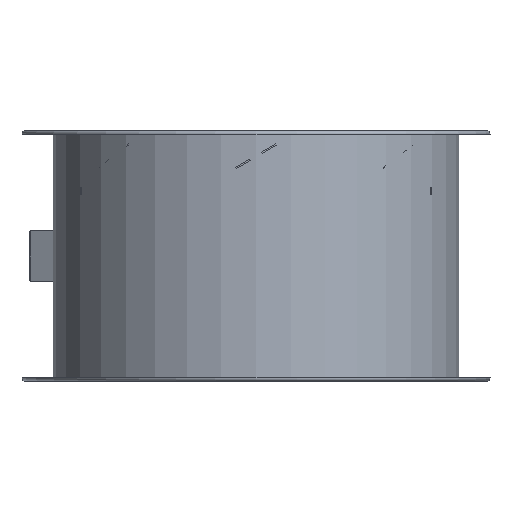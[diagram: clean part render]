
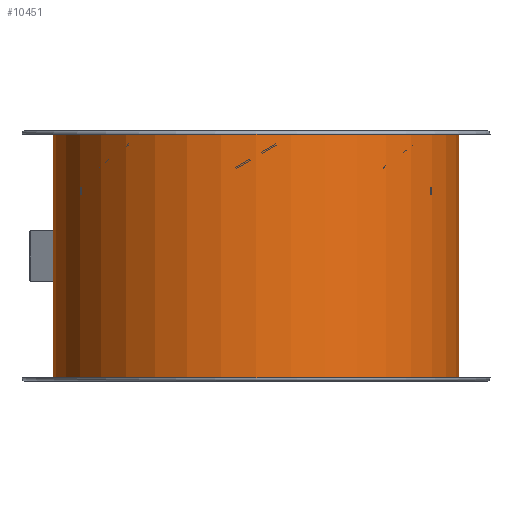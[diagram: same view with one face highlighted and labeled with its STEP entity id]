
A CAD part, front view. The second image highlights one B-rep face of the part: STEP entity #10451.
In plain terms, the highlighted cylindrical face has radius 307.5 mm (diameter 615 mm), a partial arc.
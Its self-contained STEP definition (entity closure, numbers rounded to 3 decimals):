
#3275 = ORIENTED_EDGE ( 'NONE', *, *, #10287, .F. ) ;
#3981 = EDGE_LOOP ( 'NONE', ( #3275, #10376, #10377, #10433 ) ) ;
#6893 = CARTESIAN_POINT ( 'NONE',  ( 307.5, 0., -5. ) ) ;
#6895 = CARTESIAN_POINT ( 'NONE',  ( -307.5, 0., -5. ) ) ;
#7109 = DIRECTION ( 'NONE',  ( 0., 0., 1. ) ) ;
#7110 = VECTOR ( 'NONE', #7109, 1000. ) ;
#7112 = CARTESIAN_POINT ( 'NONE',  ( 307.5, 0., 42.986 ) ) ;
#7114 = LINE ( 'NONE', #7112, #7110 ) ;
#7189 = DIRECTION ( 'NONE',  ( 1., 0., 0. ) ) ;
#7190 = DIRECTION ( 'NONE',  ( 0., 0., 1. ) ) ;
#7192 = CARTESIAN_POINT ( 'NONE',  ( 0., 0., -5. ) ) ;
#7194 = AXIS2_PLACEMENT_3D ( 'NONE', #7192, #7190, #7189 ) ;
#7195 = CIRCLE ( 'NONE', #7194, 307.5 ) ;
#7228 = DIRECTION ( 'NONE',  ( 1., 0., 0. ) ) ;
#7229 = DIRECTION ( 'NONE',  ( 0., 0., 1. ) ) ;
#7231 = CARTESIAN_POINT ( 'NONE',  ( 0., 0., -375. ) ) ;
#7232 = AXIS2_PLACEMENT_3D ( 'NONE', #7231, #7229, #7228 ) ;
#7243 = CIRCLE ( 'NONE', #7232, 307.5 ) ;
#7283 = DIRECTION ( 'NONE',  ( 0., 0., 1. ) ) ;
#7284 = VECTOR ( 'NONE', #7283, 1000. ) ;
#7286 = CARTESIAN_POINT ( 'NONE',  ( -307.5, 0., 42.986 ) ) ;
#7287 = LINE ( 'NONE', #7286, #7284 ) ;
#7291 = CARTESIAN_POINT ( 'NONE',  ( -307.5, 0., -375. ) ) ;
#7293 = CARTESIAN_POINT ( 'NONE',  ( 307.5, 0., -375. ) ) ;
#7950 = DIRECTION ( 'NONE',  ( 1., 0., 0. ) ) ;
#7952 = DIRECTION ( 'NONE',  ( 0., 0., 1. ) ) ;
#7953 = CARTESIAN_POINT ( 'NONE',  ( 0., 0., 42.986 ) ) ;
#7955 = AXIS2_PLACEMENT_3D ( 'NONE', #7953, #7952, #7950 ) ;
#7962 = CYLINDRICAL_SURFACE ( 'NONE', #7955, 307.5 ) ;
#7972 = FACE_OUTER_BOUND ( 'NONE', #3981, .T. ) ;
#10221 = VERTEX_POINT ( 'NONE', #6895 ) ;
#10222 = VERTEX_POINT ( 'NONE', #6893 ) ;
#10264 = EDGE_CURVE ( 'NONE', #10284, #10222, #7114, .T. ) ;
#10268 = EDGE_CURVE ( 'NONE', #10285, #10284, #7243, .T. ) ;
#10277 = EDGE_CURVE ( 'NONE', #10221, #10222, #7195, .T. ) ;
#10284 = VERTEX_POINT ( 'NONE', #7293 ) ;
#10285 = VERTEX_POINT ( 'NONE', #7291 ) ;
#10287 = EDGE_CURVE ( 'NONE', #10285, #10221, #7287, .T. ) ;
#10376 = ORIENTED_EDGE ( 'NONE', *, *, #10268, .T. ) ;
#10377 = ORIENTED_EDGE ( 'NONE', *, *, #10264, .T. ) ;
#10433 = ORIENTED_EDGE ( 'NONE', *, *, #10277, .F. ) ;
#10451 = ADVANCED_FACE ( 'NONE', ( #7972 ), #7962, .T. ) ;
